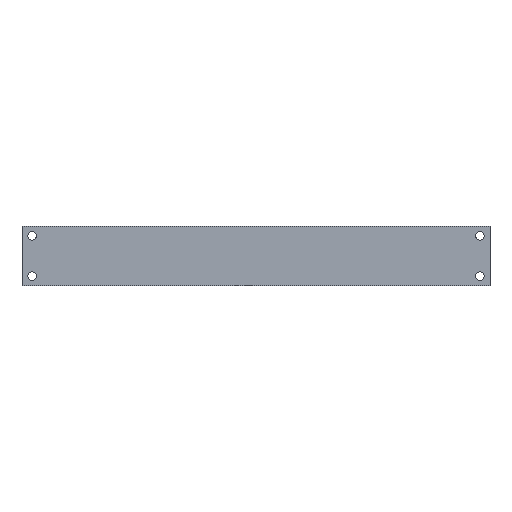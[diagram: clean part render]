
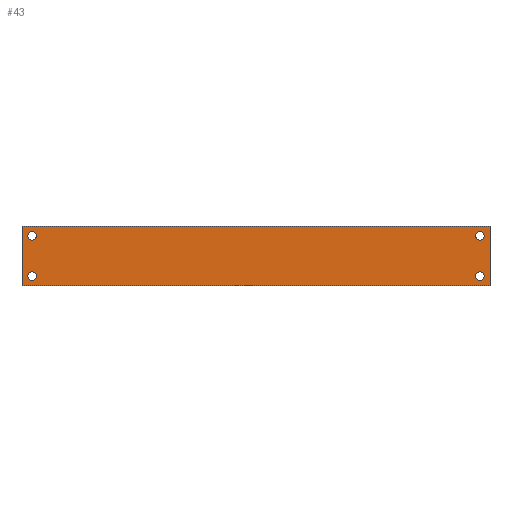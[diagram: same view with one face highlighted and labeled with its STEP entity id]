
A CAD part, top view. The second image highlights one B-rep face of the part: STEP entity #43.
In plain terms, the highlighted planar face has unit normal (0, 0, 1).
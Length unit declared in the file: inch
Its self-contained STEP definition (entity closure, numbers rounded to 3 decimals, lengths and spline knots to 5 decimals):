
#1 = CARTESIAN_POINT ( 'NONE',  ( 14.44882, -1.29921, 0.19685 ) ) ;
#2 = EDGE_CURVE ( 'NONE', #146, #316, #62, .T. ) ;
#19 = CARTESIAN_POINT ( 'NONE',  ( 14.44882, 1.29921, 0.19685 ) ) ;
#21 = DIRECTION ( 'NONE',  ( 0., 0., 1. ) ) ;
#28 = EDGE_CURVE ( 'NONE', #492, #492, #67, .T. ) ;
#35 = FACE_OUTER_BOUND ( 'NONE', #92, .T. ) ;
#37 = DIRECTION ( 'NONE',  ( -1., 0., 0. ) ) ;
#39 = AXIS2_PLACEMENT_3D ( 'NONE', #1, #167, #272 ) ;
#43 = ADVANCED_FACE ( 'NONE', ( #35, #115, #498, #190, #459 ), #185, .F. ) ;
#46 = ORIENTED_EDGE ( 'NONE', *, *, #192, .F. ) ;
#48 = ORIENTED_EDGE ( 'NONE', *, *, #364, .F. ) ;
#58 = VERTEX_POINT ( 'NONE', #299 ) ;
#62 = LINE ( 'NONE', #291, #243 ) ;
#66 = EDGE_LOOP ( 'NONE', ( #433 ) ) ;
#67 = CIRCLE ( 'NONE', #425, 0.27559 ) ;
#70 = CARTESIAN_POINT ( 'NONE',  ( -14.17323, -1.29921, 0.19685 ) ) ;
#71 = DIRECTION ( 'NONE',  ( -1., 0., 0. ) ) ;
#72 = CARTESIAN_POINT ( 'NONE',  ( -15.09843, -1.92913, 0.19685 ) ) ;
#76 = CIRCLE ( 'NONE', #318, 0.27559 ) ;
#77 = LINE ( 'NONE', #231, #98 ) ;
#92 = EDGE_LOOP ( 'NONE', ( #273, #160, #378, #214 ) ) ;
#93 = EDGE_CURVE ( 'NONE', #316, #58, #225, .T. ) ;
#98 = VECTOR ( 'NONE', #388, 39.37008 ) ;
#100 = DIRECTION ( 'NONE',  ( 1., 0., 0. ) ) ;
#105 = VERTEX_POINT ( 'NONE', #295 ) ;
#115 = FACE_BOUND ( 'NONE', #356, .T. ) ;
#123 = VECTOR ( 'NONE', #479, 39.37008 ) ;
#137 = DIRECTION ( 'NONE',  ( 0., 0., 1. ) ) ;
#141 = AXIS2_PLACEMENT_3D ( 'NONE', #285, #484, #334 ) ;
#142 = CARTESIAN_POINT ( 'NONE',  ( 14.72441, 1.29921, 0.19685 ) ) ;
#143 = EDGE_CURVE ( 'NONE', #58, #473, #77, .T. ) ;
#146 = VERTEX_POINT ( 'NONE', #477 ) ;
#147 = DIRECTION ( 'NONE',  ( 0., 0., -1. ) ) ;
#150 = DIRECTION ( 'NONE',  ( 1., 0., 0. ) ) ;
#160 = ORIENTED_EDGE ( 'NONE', *, *, #163, .F. ) ;
#163 = EDGE_CURVE ( 'NONE', #473, #146, #276, .T. ) ;
#167 = DIRECTION ( 'NONE',  ( 0., 0., 1. ) ) ;
#175 = ORIENTED_EDGE ( 'NONE', *, *, #429, .F. ) ;
#177 = EDGE_LOOP ( 'NONE', ( #46 ) ) ;
#185 = PLANE ( 'NONE',  #204 ) ;
#190 = FACE_BOUND ( 'NONE', #66, .T. ) ;
#192 = EDGE_CURVE ( 'NONE', #283, #283, #284, .T. ) ;
#204 = AXIS2_PLACEMENT_3D ( 'NONE', #302, #147, #37 ) ;
#206 = VECTOR ( 'NONE', #71, 39.37008 ) ;
#211 = CARTESIAN_POINT ( 'NONE',  ( -14.44882, -1.29921, 0.19685 ) ) ;
#214 = ORIENTED_EDGE ( 'NONE', *, *, #93, .F. ) ;
#225 = LINE ( 'NONE', #72, #206 ) ;
#231 = CARTESIAN_POINT ( 'NONE',  ( -15.09843, 1.92913, 0.19685 ) ) ;
#243 = VECTOR ( 'NONE', #450, 39.37008 ) ;
#272 = DIRECTION ( 'NONE',  ( 1., 0., 0. ) ) ;
#273 = ORIENTED_EDGE ( 'NONE', *, *, #2, .F. ) ;
#276 = LINE ( 'NONE', #361, #123 ) ;
#283 = VERTEX_POINT ( 'NONE', #441 ) ;
#284 = CIRCLE ( 'NONE', #39, 0.27559 ) ;
#285 = CARTESIAN_POINT ( 'NONE',  ( -14.44882, 1.29921, 0.19685 ) ) ;
#291 = CARTESIAN_POINT ( 'NONE',  ( 15.09843, 1.92913, 0.19685 ) ) ;
#294 = EDGE_LOOP ( 'NONE', ( #48 ) ) ;
#295 = CARTESIAN_POINT ( 'NONE',  ( -14.17323, 1.29921, 0.19685 ) ) ;
#299 = CARTESIAN_POINT ( 'NONE',  ( -15.09843, -1.92913, 0.19685 ) ) ;
#302 = CARTESIAN_POINT ( 'NONE',  ( -15.09843, 1.92913, 0.19685 ) ) ;
#316 = VERTEX_POINT ( 'NONE', #395 ) ;
#318 = AXIS2_PLACEMENT_3D ( 'NONE', #211, #137, #100 ) ;
#334 = DIRECTION ( 'NONE',  ( 1., 0., 0. ) ) ;
#356 = EDGE_LOOP ( 'NONE', ( #175 ) ) ;
#361 = CARTESIAN_POINT ( 'NONE',  ( -15.09843, 1.92913, 0.19685 ) ) ;
#364 = EDGE_CURVE ( 'NONE', #464, #464, #76, .T. ) ;
#378 = ORIENTED_EDGE ( 'NONE', *, *, #143, .F. ) ;
#388 = DIRECTION ( 'NONE',  ( 0., 1., 0. ) ) ;
#395 = CARTESIAN_POINT ( 'NONE',  ( 15.09843, -1.92913, 0.19685 ) ) ;
#425 = AXIS2_PLACEMENT_3D ( 'NONE', #19, #21, #150 ) ;
#429 = EDGE_CURVE ( 'NONE', #105, #105, #440, .T. ) ;
#433 = ORIENTED_EDGE ( 'NONE', *, *, #28, .F. ) ;
#440 = CIRCLE ( 'NONE', #141, 0.27559 ) ;
#441 = CARTESIAN_POINT ( 'NONE',  ( 14.72441, -1.29921, 0.19685 ) ) ;
#449 = CARTESIAN_POINT ( 'NONE',  ( -15.09843, 1.92913, 0.19685 ) ) ;
#450 = DIRECTION ( 'NONE',  ( 0., -1., 0. ) ) ;
#459 = FACE_BOUND ( 'NONE', #177, .T. ) ;
#464 = VERTEX_POINT ( 'NONE', #70 ) ;
#473 = VERTEX_POINT ( 'NONE', #449 ) ;
#477 = CARTESIAN_POINT ( 'NONE',  ( 15.09843, 1.92913, 0.19685 ) ) ;
#479 = DIRECTION ( 'NONE',  ( 1., 0., 0. ) ) ;
#484 = DIRECTION ( 'NONE',  ( 0., 0., 1. ) ) ;
#492 = VERTEX_POINT ( 'NONE', #142 ) ;
#498 = FACE_BOUND ( 'NONE', #294, .T. ) ;
